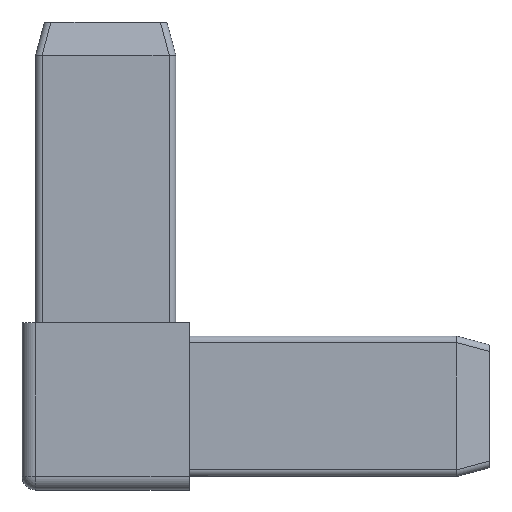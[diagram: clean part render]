
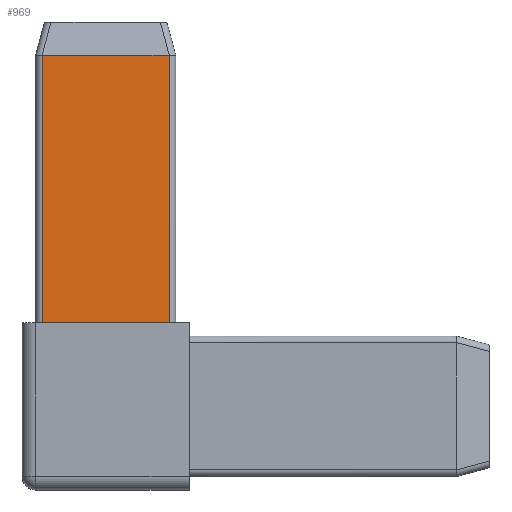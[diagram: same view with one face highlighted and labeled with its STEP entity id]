
A CAD part, top view. The second image highlights one B-rep face of the part: STEP entity #969.
In plain terms, the highlighted planar face has unit normal (0, 0, 1).
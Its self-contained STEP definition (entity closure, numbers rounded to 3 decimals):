
#104=FACE_OUTER_BOUND('',#160,.T.);
#160=EDGE_LOOP('',(#699,#700,#701,#702));
#230=LINE('',#1485,#325);
#236=LINE('',#1506,#331);
#238=LINE('',#1512,#333);
#239=LINE('',#1513,#334);
#325=VECTOR('',#1171,40.);
#331=VECTOR('',#1191,19.);
#333=VECTOR('',#1197,19.);
#334=VECTOR('',#1198,40.);
#415=VERTEX_POINT('',#1482);
#416=VERTEX_POINT('',#1484);
#424=VERTEX_POINT('',#1505);
#426=VERTEX_POINT('',#1511);
#517=EDGE_CURVE('',#415,#416,#230,.T.);
#528=EDGE_CURVE('',#416,#424,#236,.T.);
#531=EDGE_CURVE('',#426,#415,#238,.T.);
#532=EDGE_CURVE('',#424,#426,#239,.T.);
#699=ORIENTED_EDGE('',*,*,#517,.F.);
#700=ORIENTED_EDGE('',*,*,#531,.F.);
#701=ORIENTED_EDGE('',*,*,#532,.F.);
#702=ORIENTED_EDGE('',*,*,#528,.F.);
#935=PLANE('',#1035);
#969=ADVANCED_FACE('',(#104),#935,.T.);
#1035=AXIS2_PLACEMENT_3D('',#1510,#1195,#1196);
#1171=DIRECTION('',(0.,1.,0.));
#1191=DIRECTION('',(1.,0.,0.));
#1195=DIRECTION('center_axis',(0.,0.,
1.));
#1196=DIRECTION('ref_axis',(1.,0.,0.));
#1197=DIRECTION('',(-1.,0.,0.));
#1198=DIRECTION('',(0.,-1.,0.));
#1482=CARTESIAN_POINT('',(-9.5,12.5,23.));
#1484=CARTESIAN_POINT('',(-9.5,52.5,23.));
#1485=CARTESIAN_POINT('',(-9.5,12.5,23.));
#1505=CARTESIAN_POINT('',(9.5,52.5,23.));
#1506=CARTESIAN_POINT('',(-5.25,52.5,23.));
#1510=CARTESIAN_POINT('Origin',(-10.5,12.5,23.));
#1511=CARTESIAN_POINT('',(9.5,12.5,23.));
#1512=CARTESIAN_POINT('',(1.,12.5,23.));
#1513=CARTESIAN_POINT('',(9.5,12.5,23.));
